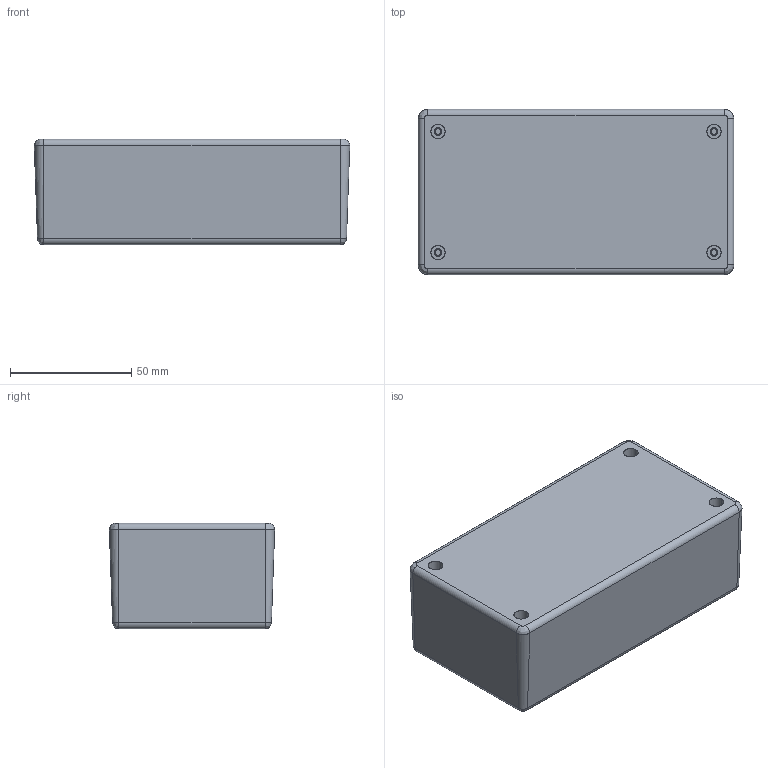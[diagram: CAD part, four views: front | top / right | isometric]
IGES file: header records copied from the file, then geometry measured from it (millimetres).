
Start section: SolidWorks IGES file using analytic representation for surfaces
Global section: file name: Z³o¿enie3.IGS; native system: SolidWorks 2012; preprocessor: SolidWorks 2012; author: Peter; date: 161025.143414; units: millimetre
Bounding box: 130.3 x 68.3 x 43.6 mm (x, y, z)
Surface area: 71746.6 mm2 (no closed solid volume)
Topology: 0 solids, 0 shells, 217 faces, 3408 edges, 3408 vertices
Faces by surface type: bspline 109, revolution 108
